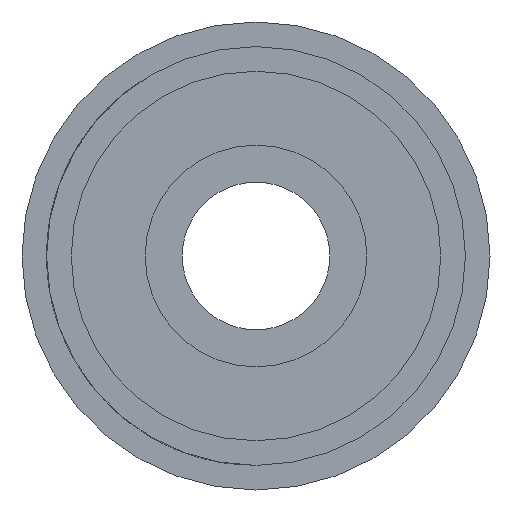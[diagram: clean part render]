
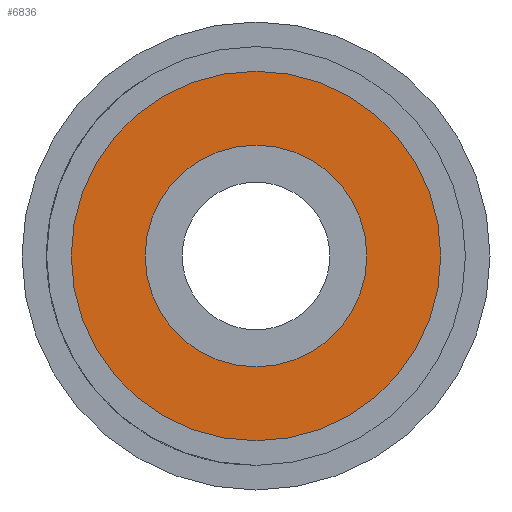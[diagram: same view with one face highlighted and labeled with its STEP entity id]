
A CAD part, left-side view. The second image highlights one B-rep face of the part: STEP entity #6836.
In plain terms, the highlighted planar face has unit normal (-1, 0, 0).
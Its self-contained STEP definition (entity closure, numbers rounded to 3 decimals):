
#14 = EDGE_CURVE ( 'NONE', #4031, #3759, #1517, .T. ) ;
#390 = AXIS2_PLACEMENT_3D ( 'NONE', #5995, #2449, #5313 ) ;
#621 = CARTESIAN_POINT ( 'NONE',  ( 0., 0., 7.5 ) ) ;
#751 = DIRECTION ( 'NONE',  ( -1., 0., 0. ) ) ;
#853 = FACE_BOUND ( 'NONE', #7770, .T. ) ;
#1029 = ORIENTED_EDGE ( 'NONE', *, *, #14, .F. ) ;
#1396 = CIRCLE ( 'NONE', #3418, 7.5 ) ;
#1517 = CIRCLE ( 'NONE', #6618, 4.5 ) ;
#1571 = DIRECTION ( 'NONE',  ( -1., 0., 0. ) ) ;
#1664 = CARTESIAN_POINT ( 'NONE',  ( 0., 0., 0. ) ) ;
#1703 = EDGE_CURVE ( 'NONE', #3759, #4031, #7936, .T. ) ;
#2200 = DIRECTION ( 'NONE',  ( 1., 0., 0. ) ) ;
#2448 = ORIENTED_EDGE ( 'NONE', *, *, #4474, .T. ) ;
#2449 = DIRECTION ( 'NONE',  ( -1., 0., 0. ) ) ;
#2585 = EDGE_CURVE ( 'NONE', #3017, #8908, #3558, .T. ) ;
#2883 = FACE_OUTER_BOUND ( 'NONE', #7025, .T. ) ;
#3017 = VERTEX_POINT ( 'NONE', #6296 ) ;
#3418 = AXIS2_PLACEMENT_3D ( 'NONE', #6298, #751, #6168 ) ;
#3558 = CIRCLE ( 'NONE', #3863, 7.5 ) ;
#3606 = CARTESIAN_POINT ( 'NONE',  ( 0., 0., 0. ) ) ;
#3653 = DIRECTION ( 'NONE',  ( 0., 0., -1. ) ) ;
#3759 = VERTEX_POINT ( 'NONE', #5973 ) ;
#3863 = AXIS2_PLACEMENT_3D ( 'NONE', #6354, #4213, #4165 ) ;
#4031 = VERTEX_POINT ( 'NONE', #6236 ) ;
#4165 = DIRECTION ( 'NONE',  ( 0., 0., 1. ) ) ;
#4213 = DIRECTION ( 'NONE',  ( -1., 0., 0. ) ) ;
#4457 = ORIENTED_EDGE ( 'NONE', *, *, #1703, .F. ) ;
#4474 = EDGE_CURVE ( 'NONE', #8908, #3017, #1396, .T. ) ;
#5027 = DIRECTION ( 'NONE',  ( 0., 0., 1. ) ) ;
#5313 = DIRECTION ( 'NONE',  ( 0., 0., 1. ) ) ;
#5973 = CARTESIAN_POINT ( 'NONE',  ( 0., 0., 4.5 ) ) ;
#5995 = CARTESIAN_POINT ( 'NONE',  ( 0., 0., 0. ) ) ;
#6168 = DIRECTION ( 'NONE',  ( 0., 0., 1. ) ) ;
#6236 = CARTESIAN_POINT ( 'NONE',  ( 0., 0., -4.5 ) ) ;
#6296 = CARTESIAN_POINT ( 'NONE',  ( 0., 0., -7.5 ) ) ;
#6298 = CARTESIAN_POINT ( 'NONE',  ( 0., 0., 0. ) ) ;
#6354 = CARTESIAN_POINT ( 'NONE',  ( 0., 0., 0. ) ) ;
#6618 = AXIS2_PLACEMENT_3D ( 'NONE', #3606, #1571, #5027 ) ;
#6836 = ADVANCED_FACE ( 'NONE', ( #853, #2883 ), #7852, .F. ) ;
#7025 = EDGE_LOOP ( 'NONE', ( #2448, #7263 ) ) ;
#7263 = ORIENTED_EDGE ( 'NONE', *, *, #2585, .T. ) ;
#7529 = AXIS2_PLACEMENT_3D ( 'NONE', #1664, #2200, #3653 ) ;
#7770 = EDGE_LOOP ( 'NONE', ( #4457, #1029 ) ) ;
#7852 = PLANE ( 'NONE',  #7529 ) ;
#7936 = CIRCLE ( 'NONE', #390, 4.5 ) ;
#8908 = VERTEX_POINT ( 'NONE', #621 ) ;
